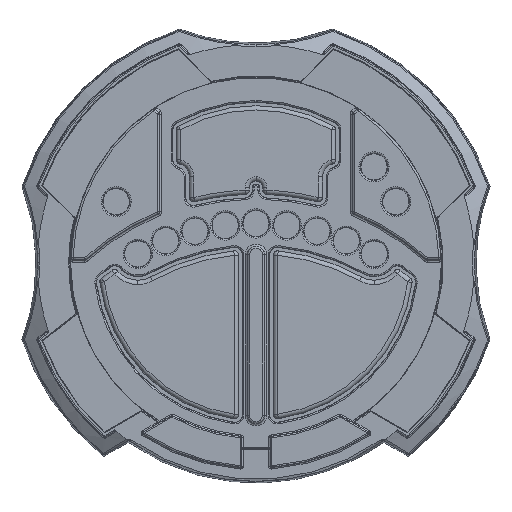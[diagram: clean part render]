
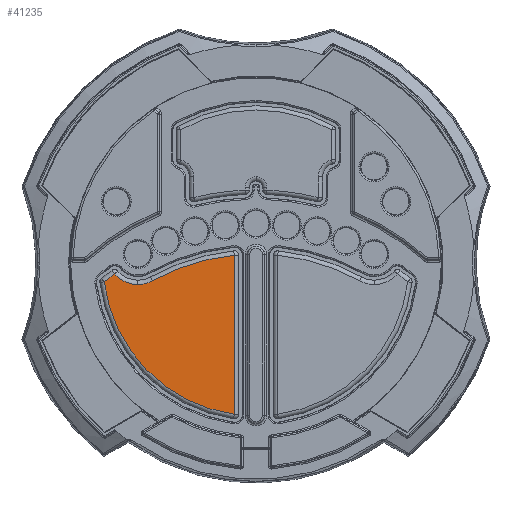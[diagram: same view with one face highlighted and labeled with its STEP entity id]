
A CAD part, top view. The second image highlights one B-rep face of the part: STEP entity #41235.
In plain terms, the highlighted face is planar.
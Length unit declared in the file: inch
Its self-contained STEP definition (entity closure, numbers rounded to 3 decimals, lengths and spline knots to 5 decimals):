
#3439 = ORIENTED_EDGE ( 'NONE', *, *, #30949, .F. ) ;
#3440 = ORIENTED_EDGE ( 'NONE', *, *, #31089, .F. ) ;
#3441 = ORIENTED_EDGE ( 'NONE', *, *, #31091, .F. ) ;
#3442 = ORIENTED_EDGE ( 'NONE', *, *, #31093, .F. ) ;
#3443 = ORIENTED_EDGE ( 'NONE', *, *, #31095, .F. ) ;
#3444 = ORIENTED_EDGE ( 'NONE', *, *, #31098, .F. ) ;
#4793 = CIRCLE ( 'NONE', #4800, 0.2185 ) ;
#4800 = AXIS2_PLACEMENT_3D ( 'NONE', #12933, #12934, #12935 ) ;
#4911 = CIRCLE ( 'NONE', #4916, 1.719 ) ;
#4913 = VECTOR ( 'NONE', #13953, 39.37008 ) ;
#4915 = CIRCLE ( 'NONE', #4918, 1.094 ) ;
#4916 = AXIS2_PLACEMENT_3D ( 'NONE', #13946, #13947, #13948 ) ;
#4918 = AXIS2_PLACEMENT_3D ( 'NONE', #13950, #13951, #13952 ) ;
#4919 = CIRCLE ( 'NONE', #4921, 1.5315 ) ;
#4920 = CIRCLE ( 'NONE', #4923, 0.2185 ) ;
#4921 = AXIS2_PLACEMENT_3D ( 'NONE', #13954, #13955, #13956 ) ;
#4923 = AXIS2_PLACEMENT_3D ( 'NONE', #13957, #13958, #13959 ) ;
#12933 = CARTESIAN_POINT ( 'NONE',  ( 0.06429, -0.84532, -0.062 ) ) ;
#12934 = DIRECTION ( 'NONE',  ( 0., 0., -1. ) ) ;
#12935 = DIRECTION ( 'NONE',  ( -1., 0., 0. ) ) ;
#13945 = CARTESIAN_POINT ( 'NONE',  ( -0.51365, -0.1555, -0.062 ) ) ;
#13946 = CARTESIAN_POINT ( 'NONE',  ( -1.468, 0., -0.062 ) ) ;
#13947 = DIRECTION ( 'NONE',  ( 0., 0., 1. ) ) ;
#13948 = DIRECTION ( 'NONE',  ( 1., 0., 0. ) ) ;
#13949 = LINE ( 'NONE', #13945, #4913 ) ;
#13950 = CARTESIAN_POINT ( 'NONE',  ( 0., 0., -0.062 ) ) ;
#13951 = DIRECTION ( 'NONE',  ( 0., 0., 1. ) ) ;
#13952 = DIRECTION ( 'NONE',  ( 0., -1., 0. ) ) ;
#13953 = DIRECTION ( 'NONE',  ( -1., 0., 0. ) ) ;
#13954 = CARTESIAN_POINT ( 'NONE',  ( -1.468, 0., -0.062 ) ) ;
#13955 = DIRECTION ( 'NONE',  ( 0., 0., 1. ) ) ;
#13956 = DIRECTION ( 'NONE',  ( 1., 0., 0. ) ) ;
#13957 = CARTESIAN_POINT ( 'NONE',  ( 0.06429, -0.84532, -0.062 ) ) ;
#13958 = DIRECTION ( 'NONE',  ( 0., 0., -1. ) ) ;
#13959 = DIRECTION ( 'NONE',  ( -1., 0., 0. ) ) ;
#16345 = AXIS2_PLACEMENT_3D ( 'NONE', #19468, #19474, #19475 ) ;
#19466 = FACE_OUTER_BOUND ( 'NONE', #46576, .T. ) ;
#19468 = CARTESIAN_POINT ( 'NONE',  ( -1.17847, -0.07481, -0.062 ) ) ;
#19472 = PLANE ( 'NONE',  #16345 ) ;
#19474 = DIRECTION ( 'NONE',  ( 0., 0., -1. ) ) ;
#19475 = DIRECTION ( 'NONE',  ( 1., 0., 0. ) ) ;
#29256 = CARTESIAN_POINT ( 'NONE',  ( -1.08289, -0.1555, -0.062 ) ) ;
#29258 = CARTESIAN_POINT ( 'NONE',  ( -0.13518, -1.08562, -0.062 ) ) ;
#29262 = CARTESIAN_POINT ( 'NONE',  ( 0.05559, -0.1555, -0.062 ) ) ;
#29263 = CARTESIAN_POINT ( 'NONE',  ( -0.12702, -0.73978, -0.062 ) ) ;
#29310 = CARTESIAN_POINT ( 'NONE',  ( -0.0779, -1.01123, -0.062 ) ) ;
#29312 = CARTESIAN_POINT ( 'NONE',  ( -0.15421, -0.84532, -0.062 ) ) ;
#30949 = EDGE_CURVE ( 'NONE', #42282, #42284, #4793, .T. ) ;
#31089 = EDGE_CURVE ( 'NONE', #42233, #42282, #4911, .T. ) ;
#31091 = EDGE_CURVE ( 'NONE', #42231, #42233, #4915, .T. ) ;
#31093 = EDGE_CURVE ( 'NONE', #42237, #42231, #13949, .T. ) ;
#31095 = EDGE_CURVE ( 'NONE', #42238, #42237, #4919, .T. ) ;
#31098 = EDGE_CURVE ( 'NONE', #42284, #42238, #4920, .T. ) ;
#41235 = ADVANCED_FACE ( 'NONE', ( #19466 ), #19472, .T. ) ;
#42231 = VERTEX_POINT ( 'NONE', #29256 ) ;
#42233 = VERTEX_POINT ( 'NONE', #29258 ) ;
#42237 = VERTEX_POINT ( 'NONE', #29262 ) ;
#42238 = VERTEX_POINT ( 'NONE', #29263 ) ;
#42282 = VERTEX_POINT ( 'NONE', #29310 ) ;
#42284 = VERTEX_POINT ( 'NONE', #29312 ) ;
#46576 = EDGE_LOOP ( 'NONE', ( #3439, #3440, #3441, #3442, #3443, #3444 ) ) ;
